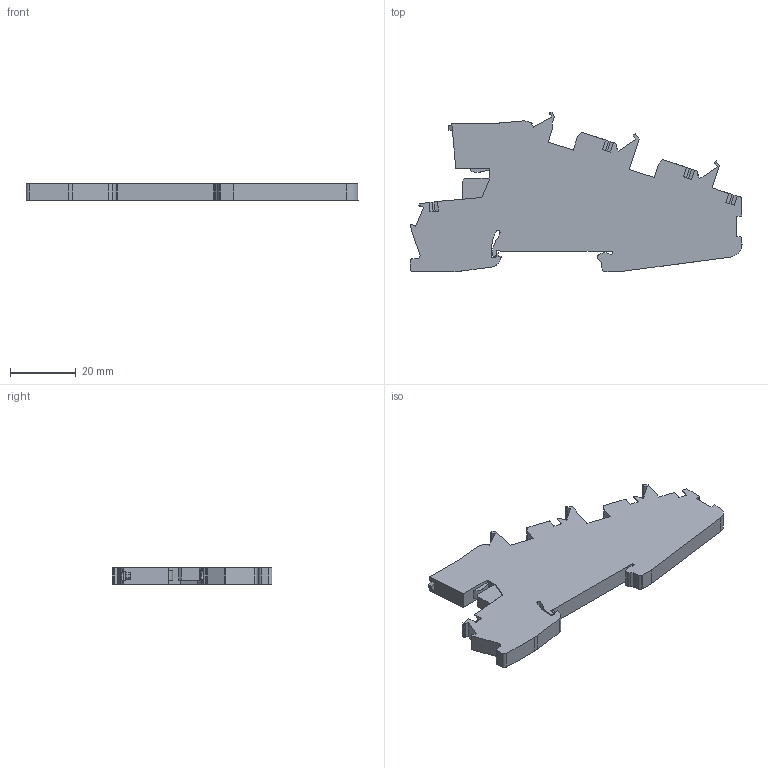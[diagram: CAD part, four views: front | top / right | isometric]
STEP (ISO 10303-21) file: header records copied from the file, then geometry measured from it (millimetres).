
FILE_DESCRIPTION(('SolidDesigner STEP Export'),'2;1');
FILE_NAME('3213946_PTI_2.5_PE_L_NT-select.stp','2013-08-23T 9:31:02',(''),(''),'Creo Elements/Direct Modeling STEP processor for AP214 (Solid Model)','Creo Elements/Direct Modeling 18.1B 29-Sep-2012 (C) Parametric Technology GmbH','');
FILE_SCHEMA(('AUTOMOTIVE_DESIGN { 1 0 10303 214 1 1 1 1 }'));
Length unit declared in the file: millimetre
Products named in the file (2): 3213946_PTI_2.5_PE_L_NT-select
Assembly tree (1 placements, depth 2):
  3213946_PTI_2.5_PE_L_NT-select
    3213946_PTI_2.5_PE_L_NT-select
Bounding box: 100.9 x 48.6 x 5.15 mm (x, y, z)
Volume: 15772.2 mm3; surface area: 8825 mm2
Topology: 1 solids, 1 shells, 255 faces, 747 edges, 498 vertices
Faces by surface type: plane 184, cylinder 59, extrusion 12
Entity records: 10672 total; most frequent: CARTESIAN_POINT 1919, ORIENTED_EDGE 1494, DIRECTION 1338, EDGE_CURVE 747, VECTOR 598, LINE 586, VERTEX_POINT 498, AXIS2_PLACEMENT_3D 370
